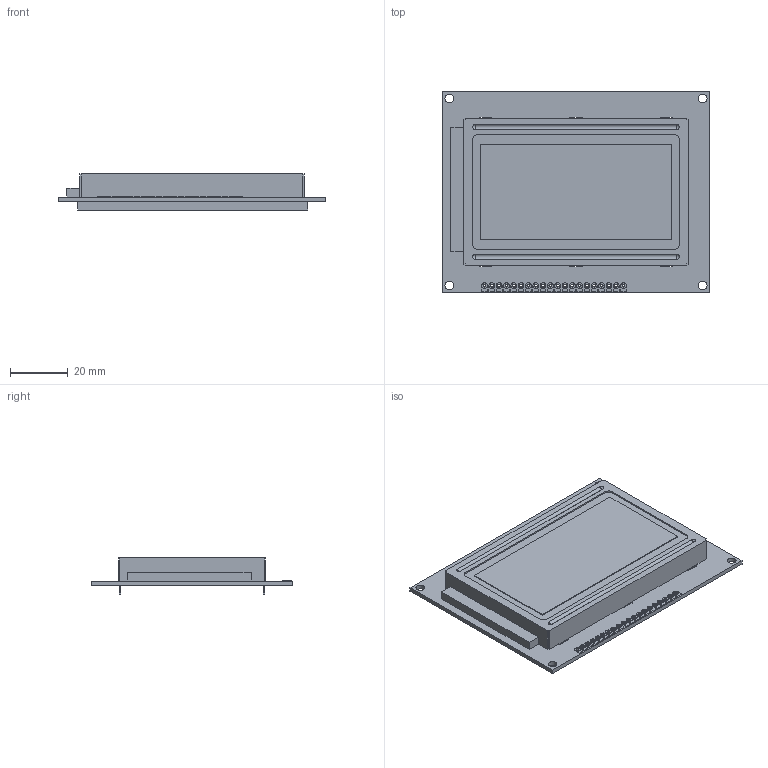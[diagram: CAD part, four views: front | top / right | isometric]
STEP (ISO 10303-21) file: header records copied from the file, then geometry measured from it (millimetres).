
FILE_DESCRIPTION(('FreeCAD Model'),'2;1');
FILE_NAME('ST7920_sp.step','2019-02-01T18:51:39',( 'kicad StepUp'),('ksu MCAD'),'Open CASCADE STEP processor 7.3', 'FreeCAD','Unknown');
FILE_SCHEMA(('AUTOMOTIVE_DESIGN { 1 0 10303 214 1 1 1 1 }'));
Length unit declared in the file: millimetre
Products named in the file (1): ST7920_sp
Bounding box: 93 x 70 x 12.5 mm (x, y, z)
Volume: 41400.6 mm3; surface area: 16990.9 mm2
Topology: 1 solids, 1 shells, 273 faces, 736 edges, 444 vertices
Faces by surface type: plane 187, cylinder 82, sphere 4
Full cylindrical faces by diameter (mm): 1 x40, 3 x4
Entity records: 20322 total; most frequent: CARTESIAN_POINT 3639, DIRECTION 2830, LINE 1651, VECTOR 1651, ORIENTED_EDGE 1464, PCURVE 1464, DEFINITIONAL_REPRESENTATION 1464, EDGE_CURVE 732
